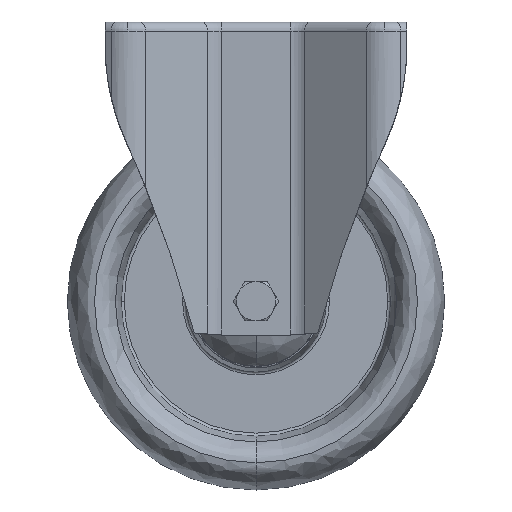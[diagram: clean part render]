
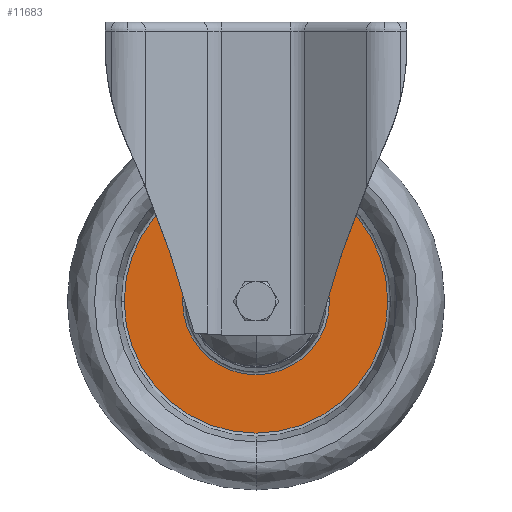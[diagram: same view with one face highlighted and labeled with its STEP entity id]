
A CAD part, top view. The second image highlights one B-rep face of the part: STEP entity #11683.
In plain terms, the highlighted planar face has unit normal (0, 0, 1).
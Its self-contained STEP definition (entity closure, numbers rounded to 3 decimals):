
#763 = AXIS2_PLACEMENT_3D ( 'NONE', #8965, #8887, #9114 ) ;
#1427 = CARTESIAN_POINT ( 'NONE',  ( 24.335, -91.5, 2.5 ) ) ;
#2210 = VERTEX_POINT ( 'NONE', #4128 ) ;
#2486 = DIRECTION ( 'NONE',  ( 0., 0., 1. ) ) ;
#3040 = DIRECTION ( 'NONE',  ( 0., 0., -1. ) ) ;
#3863 = EDGE_LOOP ( 'NONE', ( #7373, #10405 ) ) ;
#4030 = AXIS2_PLACEMENT_3D ( 'NONE', #8846, #9794, #13759 ) ;
#4128 = CARTESIAN_POINT ( 'NONE',  ( 43.677, -91.5, 2.5 ) ) ;
#4179 = EDGE_LOOP ( 'NONE', ( #12678, #6785 ) ) ;
#4610 = CIRCLE ( 'NONE', #763, 43.677 ) ;
#4897 = FACE_OUTER_BOUND ( 'NONE', #4179, .T. ) ;
#5252 = VERTEX_POINT ( 'NONE', #6042 ) ;
#5648 = CARTESIAN_POINT ( 'NONE',  ( 0., -91.5, 2.5 ) ) ;
#5649 = VERTEX_POINT ( 'NONE', #1427 ) ;
#6042 = CARTESIAN_POINT ( 'NONE',  ( -43.677, -91.5, 2.5 ) ) ;
#6785 = ORIENTED_EDGE ( 'NONE', *, *, #14477, .F. ) ;
#7069 = DIRECTION ( 'NONE',  ( -1., 0., 0. ) ) ;
#7123 = AXIS2_PLACEMENT_3D ( 'NONE', #5648, #15416, #7069 ) ;
#7242 = AXIS2_PLACEMENT_3D ( 'NONE', #8010, #3040, #10312 ) ;
#7373 = ORIENTED_EDGE ( 'NONE', *, *, #10521, .T. ) ;
#7498 = CIRCLE ( 'NONE', #7242, 24.335 ) ;
#8010 = CARTESIAN_POINT ( 'NONE',  ( 0., -91.5, 2.5 ) ) ;
#8143 = CIRCLE ( 'NONE', #7123, 24.335 ) ;
#8583 = PLANE ( 'NONE',  #12063 ) ;
#8846 = CARTESIAN_POINT ( 'NONE',  ( 0., -91.5, 2.5 ) ) ;
#8887 = DIRECTION ( 'NONE',  ( 0., 0., -1. ) ) ;
#8924 = CARTESIAN_POINT ( 'NONE',  ( -24.335, -91.5, 2.5 ) ) ;
#8965 = CARTESIAN_POINT ( 'NONE',  ( 0., -91.5, 2.5 ) ) ;
#9114 = DIRECTION ( 'NONE',  ( -1., 0., 0. ) ) ;
#9370 = CIRCLE ( 'NONE', #4030, 43.677 ) ;
#9794 = DIRECTION ( 'NONE',  ( 0., 0., -1. ) ) ;
#9828 = CARTESIAN_POINT ( 'NONE',  ( 0., -47.823, 2.5 ) ) ;
#10312 = DIRECTION ( 'NONE',  ( -1., 0., 0. ) ) ;
#10405 = ORIENTED_EDGE ( 'NONE', *, *, #14924, .T. ) ;
#10521 = EDGE_CURVE ( 'NONE', #10608, #5649, #7498, .T. ) ;
#10608 = VERTEX_POINT ( 'NONE', #8924 ) ;
#11199 = FACE_BOUND ( 'NONE', #3863, .T. ) ;
#11683 = ADVANCED_FACE ( 'NONE', ( #11199, #4897 ), #8583, .T. ) ;
#12063 = AXIS2_PLACEMENT_3D ( 'NONE', #9828, #2486, #14770 ) ;
#12678 = ORIENTED_EDGE ( 'NONE', *, *, #15785, .F. ) ;
#13759 = DIRECTION ( 'NONE',  ( -1., 0., 0. ) ) ;
#14477 = EDGE_CURVE ( 'NONE', #2210, #5252, #9370, .T. ) ;
#14770 = DIRECTION ( 'NONE',  ( 1., 0., 0. ) ) ;
#14924 = EDGE_CURVE ( 'NONE', #5649, #10608, #8143, .T. ) ;
#15416 = DIRECTION ( 'NONE',  ( 0., 0., -1. ) ) ;
#15785 = EDGE_CURVE ( 'NONE', #5252, #2210, #4610, .T. ) ;
